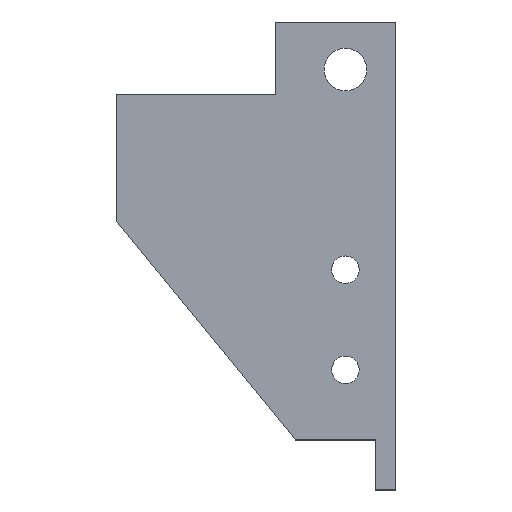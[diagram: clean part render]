
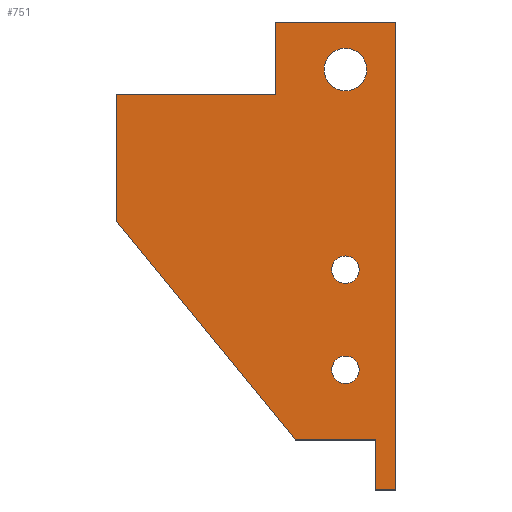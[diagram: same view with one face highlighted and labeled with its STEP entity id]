
A CAD part, top view. The second image highlights one B-rep face of the part: STEP entity #751.
In plain terms, the highlighted planar face has unit normal (0, 0, 1).
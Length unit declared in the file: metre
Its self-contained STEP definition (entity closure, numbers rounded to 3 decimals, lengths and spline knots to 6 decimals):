
#17=CIRCLE('',#803,0.00275);
#18=CIRCLE('',#804,0.00425);
#19=CIRCLE('',#805,0.00275);
#39=ORIENTED_EDGE('',*,*,#249,.F.);
#40=ORIENTED_EDGE('',*,*,#250,.F.);
#41=ORIENTED_EDGE('',*,*,#251,.F.);
#42=ORIENTED_EDGE('',*,*,#243,.T.);
#43=ORIENTED_EDGE('',*,*,#252,.T.);
#44=ORIENTED_EDGE('',*,*,#253,.F.);
#45=ORIENTED_EDGE('',*,*,#254,.F.);
#46=ORIENTED_EDGE('',*,*,#255,.F.);
#47=ORIENTED_EDGE('',*,*,#256,.F.);
#48=ORIENTED_EDGE('',*,*,#257,.F.);
#49=ORIENTED_EDGE('',*,*,#258,.F.);
#50=ORIENTED_EDGE('',*,*,#259,.F.);
#243=EDGE_CURVE('',#349,#348,#421,.T.);
#249=EDGE_CURVE('',#354,#354,#17,.T.);
#250=EDGE_CURVE('',#355,#355,#18,.T.);
#251=EDGE_CURVE('',#356,#356,#19,.T.);
#252=EDGE_CURVE('',#348,#357,#427,.T.);
#253=EDGE_CURVE('',#358,#357,#428,.T.);
#254=EDGE_CURVE('',#359,#358,#429,.T.);
#255=EDGE_CURVE('',#360,#359,#430,.T.);
#256=EDGE_CURVE('',#361,#360,#431,.T.);
#257=EDGE_CURVE('',#362,#361,#432,.T.);
#258=EDGE_CURVE('',#363,#362,#433,.T.);
#259=EDGE_CURVE('',#349,#363,#434,.T.);
#348=VERTEX_POINT('',#1056);
#349=VERTEX_POINT('',#1058);
#354=VERTEX_POINT('',#1070);
#355=VERTEX_POINT('',#1072);
#356=VERTEX_POINT('',#1074);
#357=VERTEX_POINT('',#1076);
#358=VERTEX_POINT('',#1078);
#359=VERTEX_POINT('',#1080);
#360=VERTEX_POINT('',#1082);
#361=VERTEX_POINT('',#1084);
#362=VERTEX_POINT('',#1086);
#363=VERTEX_POINT('',#1088);
#421=LINE('',#1057,#516);
#427=LINE('',#1075,#522);
#428=LINE('',#1077,#523);
#429=LINE('',#1079,#524);
#430=LINE('',#1081,#525);
#431=LINE('',#1083,#526);
#432=LINE('',#1085,#527);
#433=LINE('',#1087,#528);
#434=LINE('',#1089,#529);
#516=VECTOR('',#859,1.);
#522=VECTOR('',#873,1.);
#523=VECTOR('',#874,1.);
#524=VECTOR('',#875,1.);
#525=VECTOR('',#876,1.);
#526=VECTOR('',#877,1.);
#527=VECTOR('',#878,1.);
#528=VECTOR('',#879,1.);
#529=VECTOR('',#880,1.);
#607=EDGE_LOOP('',(#39));
#608=EDGE_LOOP('',(#40));
#609=EDGE_LOOP('',(#41));
#610=EDGE_LOOP('',(#42,#43,#44,#45,#46,#47,#48,#49,#50));
#663=FACE_BOUND('',#607,.T.);
#664=FACE_BOUND('',#608,.T.);
#665=FACE_BOUND('',#609,.T.);
#666=FACE_BOUND('',#610,.T.);
#718=PLANE('',#802);
#751=ADVANCED_FACE('',(#663,#664,#665,#666),#718,.T.);
#802=AXIS2_PLACEMENT_3D('',#1068,#865,#866);
#803=AXIS2_PLACEMENT_3D('',#1069,#867,#868);
#804=AXIS2_PLACEMENT_3D('',#1071,#869,#870);
#805=AXIS2_PLACEMENT_3D('',#1073,#871,#872);
#859=DIRECTION('',(-1.,0.,0.));
#865=DIRECTION('',(0.,0.,1.));
#866=DIRECTION('',(1.,0.,0.));
#867=DIRECTION('',(0.,0.,1.));
#868=DIRECTION('',(1.,0.,0.));
#869=DIRECTION('',(0.,0.,1.));
#870=DIRECTION('',(1.,0.,0.));
#871=DIRECTION('',(0.,0.,1.));
#872=DIRECTION('',(1.,0.,0.));
#873=DIRECTION('',(0.,-1.,0.));
#874=DIRECTION('',(-0.634,0.773,0.));
#875=DIRECTION('',(-1.,0.,0.));
#876=DIRECTION('',(0.,1.,0.));
#877=DIRECTION('',(-1.,0.,0.));
#878=DIRECTION('',(0.,-1.,0.));
#879=DIRECTION('',(1.,0.,0.));
#880=DIRECTION('',(0.,1.,0.));
#1056=CARTESIAN_POINT('',(-0.04575,0.035,0.006));
#1057=CARTESIAN_POINT('',(-0.035,0.035,0.006));
#1058=CARTESIAN_POINT('',(-0.014,0.035,0.006));
#1068=CARTESIAN_POINT('',(0.,0.02,0.006));
#1069=CARTESIAN_POINT('',(0.,-0.02,0.006));
#1070=CARTESIAN_POINT('',(0.00275,-0.02,0.006));
#1071=CARTESIAN_POINT('',(0.,0.04,0.006));
#1072=CARTESIAN_POINT('',(0.00425,0.04,0.006));
#1073=CARTESIAN_POINT('',(0.,0.,0.006));
#1074=CARTESIAN_POINT('',(0.00275,0.,0.006));
#1075=CARTESIAN_POINT('',(-0.04575,0.022308,0.006));
#1076=CARTESIAN_POINT('',(-0.04575,0.009615,0.006));
#1077=CARTESIAN_POINT('',(-0.035,-0.0035,0.006));
#1078=CARTESIAN_POINT('',(-0.01,-0.034,0.006));
#1079=CARTESIAN_POINT('',(0.,-0.034,0.006));
#1080=CARTESIAN_POINT('',(0.006,-0.034,0.006));
#1081=CARTESIAN_POINT('',(0.006,-0.044,0.006));
#1082=CARTESIAN_POINT('',(0.006,-0.044,0.006));
#1083=CARTESIAN_POINT('',(0.,-0.044,0.006));
#1084=CARTESIAN_POINT('',(0.01,-0.044,0.006));
#1085=CARTESIAN_POINT('',(0.01,0.03,0.006));
#1086=CARTESIAN_POINT('',(0.01,0.0495,0.006));
#1087=CARTESIAN_POINT('',(0.,0.0495,0.006));
#1088=CARTESIAN_POINT('',(-0.014,0.0495,0.006));
#1089=CARTESIAN_POINT('',(-0.014,0.03,0.006));
